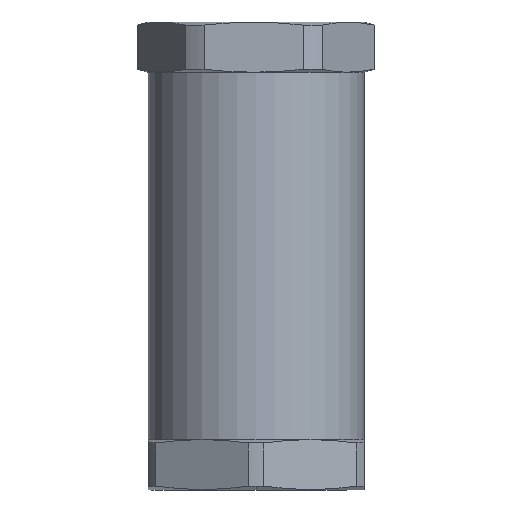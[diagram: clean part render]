
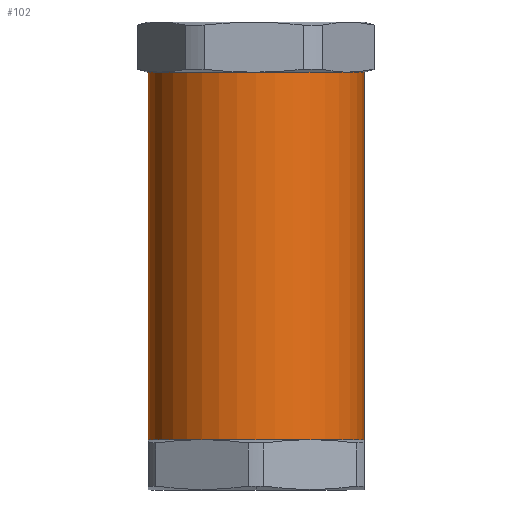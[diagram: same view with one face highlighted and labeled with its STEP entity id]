
A CAD part, front view. The second image highlights one B-rep face of the part: STEP entity #102.
In plain terms, the highlighted cylindrical face has radius 15 mm (diameter 30 mm), a partial arc.
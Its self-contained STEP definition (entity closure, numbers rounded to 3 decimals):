
#52 = EDGE_LOOP ( 'NONE', ( #1923, #677, #57, #382, #1960, #248 ) ) ;
#57 = ORIENTED_EDGE ( 'NONE', *, *, #1831, .T. ) ;
#102 = ADVANCED_FACE ( 'NONE', ( #1883 ), #482, .T. ) ;
#159 = CIRCLE ( 'NONE', #1518, 15. ) ;
#215 = DIRECTION ( 'NONE',  ( 1., 0., 0. ) ) ;
#235 = CARTESIAN_POINT ( 'NONE',  ( 0., 0., 0. ) ) ;
#247 = DIRECTION ( 'NONE',  ( 0., 0., -1. ) ) ;
#248 = ORIENTED_EDGE ( 'NONE', *, *, #1744, .T. ) ;
#305 = EDGE_CURVE ( 'NONE', #1571, #1817, #925, .T. ) ;
#311 = DIRECTION ( 'NONE',  ( 1., 0., 0. ) ) ;
#377 = CARTESIAN_POINT ( 'NONE',  ( 15., 0., 0. ) ) ;
#381 = DIRECTION ( 'NONE',  ( 1., 0., 0. ) ) ;
#382 = ORIENTED_EDGE ( 'NONE', *, *, #1667, .T. ) ;
#417 = VERTEX_POINT ( 'NONE', #852 ) ;
#441 = VERTEX_POINT ( 'NONE', #1015 ) ;
#482 = CYLINDRICAL_SURFACE ( 'NONE', #746, 15. ) ;
#510 = CARTESIAN_POINT ( 'NONE',  ( 0., 0., -51. ) ) ;
#620 = VECTOR ( 'NONE', #2029, 1000. ) ;
#677 = ORIENTED_EDGE ( 'NONE', *, *, #305, .T. ) ;
#679 = CARTESIAN_POINT ( 'NONE',  ( 0., 0., -51. ) ) ;
#681 = LINE ( 'NONE', #907, #620 ) ;
#746 = AXIS2_PLACEMENT_3D ( 'NONE', #1002, #1093, #1195 ) ;
#768 = CIRCLE ( 'NONE', #1228, 15. ) ;
#803 = DIRECTION ( 'NONE',  ( 0., 0., 1. ) ) ;
#852 = CARTESIAN_POINT ( 'NONE',  ( -15., 0., 0. ) ) ;
#907 = CARTESIAN_POINT ( 'NONE',  ( 15., 0., 0. ) ) ;
#925 = CIRCLE ( 'NONE', #1572, 15. ) ;
#948 = EDGE_CURVE ( 'NONE', #2074, #1252, #681, .T. ) ;
#1002 = CARTESIAN_POINT ( 'NONE',  ( 0., 0., 0. ) ) ;
#1015 = CARTESIAN_POINT ( 'NONE',  ( 7.5, -12.99, -51. ) ) ;
#1093 = DIRECTION ( 'NONE',  ( 0., 0., 1. ) ) ;
#1180 = CARTESIAN_POINT ( 'NONE',  ( 15., 0., -51. ) ) ;
#1195 = DIRECTION ( 'NONE',  ( 1., 0., 0. ) ) ;
#1228 = AXIS2_PLACEMENT_3D ( 'NONE', #2245, #2252, #2396 ) ;
#1252 = VERTEX_POINT ( 'NONE', #377 ) ;
#1480 = AXIS2_PLACEMENT_3D ( 'NONE', #235, #247, #381 ) ;
#1518 = AXIS2_PLACEMENT_3D ( 'NONE', #679, #1900, #215 ) ;
#1571 = VERTEX_POINT ( 'NONE', #2079 ) ;
#1572 = AXIS2_PLACEMENT_3D ( 'NONE', #510, #1633, #311 ) ;
#1582 = CARTESIAN_POINT ( 'NONE',  ( -7.5, -12.99, -51. ) ) ;
#1587 = EDGE_CURVE ( 'NONE', #1571, #417, #1695, .T. ) ;
#1588 = VECTOR ( 'NONE', #803, 1000. ) ;
#1633 = DIRECTION ( 'NONE',  ( 0., 0., 1. ) ) ;
#1667 = EDGE_CURVE ( 'NONE', #441, #2074, #768, .T. ) ;
#1695 = LINE ( 'NONE', #2093, #1588 ) ;
#1744 = EDGE_CURVE ( 'NONE', #1252, #417, #2247, .T. ) ;
#1817 = VERTEX_POINT ( 'NONE', #1582 ) ;
#1831 = EDGE_CURVE ( 'NONE', #1817, #441, #159, .T. ) ;
#1883 = FACE_OUTER_BOUND ( 'NONE', #52, .T. ) ;
#1900 = DIRECTION ( 'NONE',  ( 0., 0., 1. ) ) ;
#1923 = ORIENTED_EDGE ( 'NONE', *, *, #1587, .F. ) ;
#1960 = ORIENTED_EDGE ( 'NONE', *, *, #948, .T. ) ;
#2029 = DIRECTION ( 'NONE',  ( 0., 0., 1. ) ) ;
#2074 = VERTEX_POINT ( 'NONE', #1180 ) ;
#2079 = CARTESIAN_POINT ( 'NONE',  ( -15., 0., -51. ) ) ;
#2093 = CARTESIAN_POINT ( 'NONE',  ( -15., 0., 0. ) ) ;
#2245 = CARTESIAN_POINT ( 'NONE',  ( 0., 0., -51. ) ) ;
#2247 = CIRCLE ( 'NONE', #1480, 15. ) ;
#2252 = DIRECTION ( 'NONE',  ( 0., 0., 1. ) ) ;
#2396 = DIRECTION ( 'NONE',  ( 1., 0., 0. ) ) ;
